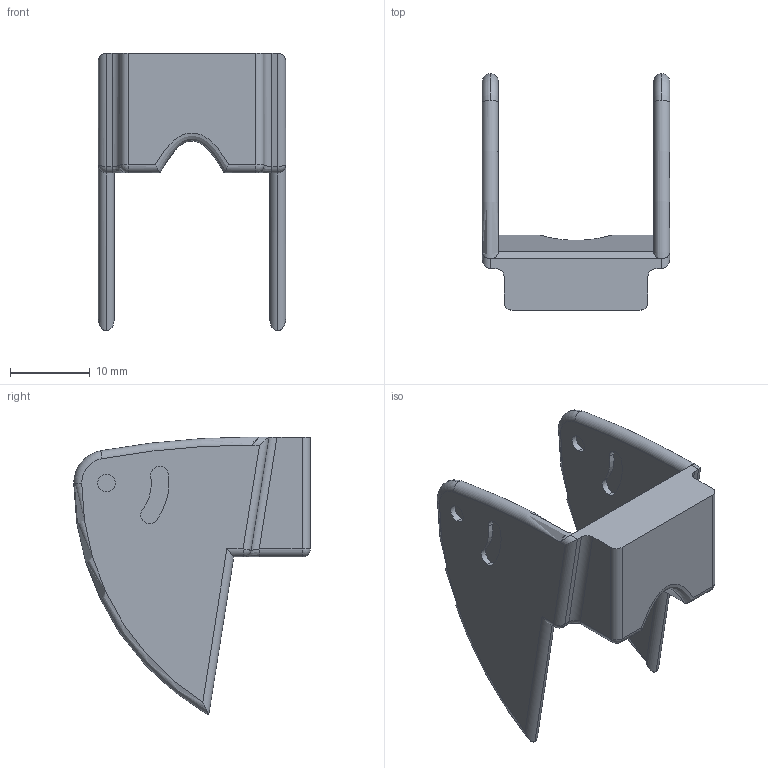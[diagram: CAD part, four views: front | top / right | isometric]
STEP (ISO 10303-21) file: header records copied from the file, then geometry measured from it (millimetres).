
FILE_DESCRIPTION (( 'STEP AP214' ), '1' );
FILE_NAME ('camera mount 2.STEP', '2024-08-01T17:33:30', ( '' ), ( '' ), 'SwSTEP 2.0', 'SolidWorks 2023', '' );
FILE_SCHEMA (( 'AUTOMOTIVE_DESIGN' ));
Length unit declared in the file: millimetre
Products named in the file (1): camera mount 2
Bounding box: 23.43 x 29.57 x 34.75 mm (x, y, z)
Volume: 4155.1 mm3; surface area: 3466 mm2
Topology: 1 solids, 1 shells, 93 faces, 221 edges, 136 vertices
Faces by surface type: cylinder 52, plane 22, torus 10, bspline 5, sphere 4
Entity records: 3147 total; most frequent: CARTESIAN_POINT 998, DIRECTION 467, ORIENTED_EDGE 438, EDGE_CURVE 219, AXIS2_PLACEMENT_3D 191, VERTEX_POINT 136, CIRCLE 102, EDGE_LOOP 101
